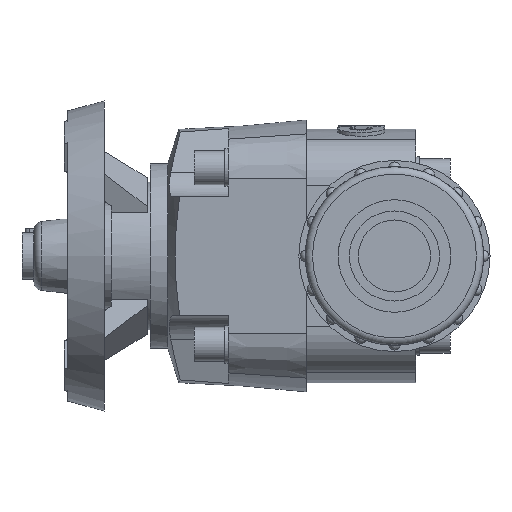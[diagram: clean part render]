
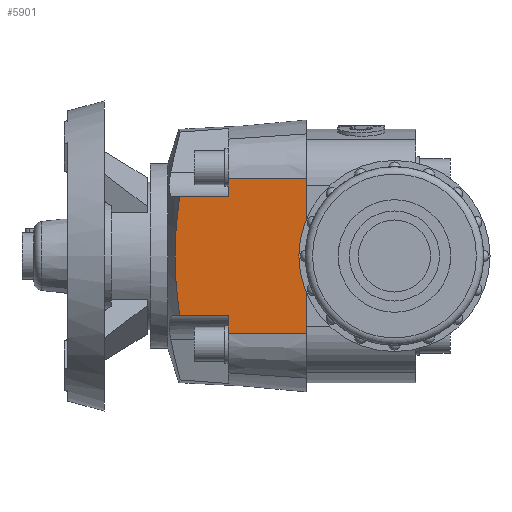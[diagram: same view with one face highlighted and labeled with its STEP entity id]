
A CAD part, left-side view. The second image highlights one B-rep face of the part: STEP entity #5901.
In plain terms, the highlighted planar face has unit normal (-0.998, 0.07, 0).
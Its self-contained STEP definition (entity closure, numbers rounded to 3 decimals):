
#96=(
BOUNDED_CURVE()
B_SPLINE_CURVE(2,(#9471,#9472,#9473),.UNSPECIFIED.,.F.,.F.)
B_SPLINE_CURVE_WITH_KNOTS((3,3),(-19.834,-15.188),
 .UNSPECIFIED.)
CURVE()
GEOMETRIC_REPRESENTATION_ITEM()
RATIONAL_B_SPLINE_CURVE((2.728,2.907,2.907))
REPRESENTATION_ITEM('')
);
#106=(
BOUNDED_CURVE()
B_SPLINE_CURVE(2,(#9576,#9577,#9578),.UNSPECIFIED.,.F.,.F.)
B_SPLINE_CURVE_WITH_KNOTS((3,3),(-15.188,-10.543),
 .UNSPECIFIED.)
CURVE()
GEOMETRIC_REPRESENTATION_ITEM()
RATIONAL_B_SPLINE_CURVE((2.907,2.907,2.728))
REPRESENTATION_ITEM('')
);
#266=PLANE('',#6609);
#575=LINE('',#11304,#926);
#589=LINE('',#11382,#940);
#594=LINE('',#11398,#945);
#595=LINE('',#11405,#946);
#600=LINE('',#11423,#951);
#602=LINE('',#11426,#953);
#610=LINE('',#11452,#961);
#926=VECTOR('',#8110,1.);
#940=VECTOR('',#8204,1.);
#945=VECTOR('',#8217,1.);
#946=VECTOR('',#8224,1.);
#951=VECTOR('',#8241,1.);
#953=VECTOR('',#8245,1.);
#961=VECTOR('',#8275,1.);
#1313=FACE_OUTER_BOUND('',#1684,.T.);
#1684=EDGE_LOOP('',(#5073,#5074,#5075,#5076,#5077,#5078,#5079,#5080,#5081));
#2298=VERTEX_POINT('',#9469);
#2299=VERTEX_POINT('',#9470);
#2314=VERTEX_POINT('',#9572);
#2689=VERTEX_POINT('',#11301);
#2690=VERTEX_POINT('',#11303);
#2711=VERTEX_POINT('',#11381);
#2715=VERTEX_POINT('',#11397);
#2717=VERTEX_POINT('',#11403);
#2718=VERTEX_POINT('',#11404);
#2892=EDGE_CURVE('',#2298,#2299,#96,.T.);
#2908=EDGE_CURVE('',#2299,#2314,#106,.T.);
#3489=EDGE_CURVE('',#2690,#2689,#575,.T.);
#3517=EDGE_CURVE('',#2711,#2298,#589,.T.);
#3524=EDGE_CURVE('',#2715,#2711,#594,.T.);
#3527=EDGE_CURVE('',#2717,#2718,#595,.T.);
#3536=EDGE_CURVE('',#2314,#2717,#600,.T.);
#3538=EDGE_CURVE('',#2690,#2718,#602,.T.);
#3550=EDGE_CURVE('',#2689,#2715,#610,.T.);
#5073=ORIENTED_EDGE('',*,*,#3517,.T.);
#5074=ORIENTED_EDGE('',*,*,#2892,.T.);
#5075=ORIENTED_EDGE('',*,*,#2908,.T.);
#5076=ORIENTED_EDGE('',*,*,#3536,.T.);
#5077=ORIENTED_EDGE('',*,*,#3527,.T.);
#5078=ORIENTED_EDGE('',*,*,#3538,.F.);
#5079=ORIENTED_EDGE('',*,*,#3489,.T.);
#5080=ORIENTED_EDGE('',*,*,#3550,.T.);
#5081=ORIENTED_EDGE('',*,*,#3524,.T.);
#5901=ADVANCED_FACE('',(#1313),#266,.T.);
#6609=AXIS2_PLACEMENT_3D('',#11453,#8276,#8277);
#8110=DIRECTION('',(0.,0.,1.));
#8204=DIRECTION('',(0.07,0.998,0.));
#8217=DIRECTION('',(0.,0.,-1.));
#8224=DIRECTION('',(0.,0.,-1.));
#8241=DIRECTION('',(-0.07,-0.998,0.));
#8245=DIRECTION('',(0.07,0.998,0.));
#8275=DIRECTION('',(0.07,0.998,0.));
#8276=DIRECTION('center_axis',(-0.998,0.07,0.));
#8277=DIRECTION('ref_axis',(0.,0.,1.));
#9469=CARTESIAN_POINT('',(-32.044,59.572,16.5));
#9470=CARTESIAN_POINT('',(-31.954,60.855,0.));
#9471=CARTESIAN_POINT('Ctrl Pts',(-32.044,59.572,16.5));
#9472=CARTESIAN_POINT('Ctrl Pts',(-31.954,60.855,7.744));
#9473=CARTESIAN_POINT('Ctrl Pts',(-31.954,60.855,0.));
#9572=CARTESIAN_POINT('',(-32.044,59.572,-16.5));
#9576=CARTESIAN_POINT('Ctrl Pts',(-31.954,60.855,0.));
#9577=CARTESIAN_POINT('Ctrl Pts',(-31.954,60.855,-7.744));
#9578=CARTESIAN_POINT('Ctrl Pts',(-32.044,59.572,-16.5));
#11301=CARTESIAN_POINT('',(-34.5,24.45,21.453));
#11303=CARTESIAN_POINT('',(-34.5,24.45,-21.453));
#11304=CARTESIAN_POINT('',(-34.5,24.45,-21.453));
#11381=CARTESIAN_POINT('',(-32.986,46.096,16.5));
#11382=CARTESIAN_POINT('',(-32.23,56.916,16.5));
#11397=CARTESIAN_POINT('',(-32.986,46.096,21.453));
#11398=CARTESIAN_POINT('',(-32.986,46.096,24.933));
#11403=CARTESIAN_POINT('',(-32.986,46.096,-16.5));
#11404=CARTESIAN_POINT('',(-32.986,46.096,-21.453));
#11405=CARTESIAN_POINT('',(-32.986,46.096,-3.48));
#11423=CARTESIAN_POINT('',(-33.736,35.376,-16.5));
#11426=CARTESIAN_POINT('',(-34.5,24.45,-21.453));
#11452=CARTESIAN_POINT('',(-34.5,24.45,21.453));
#11453=CARTESIAN_POINT('Origin',(-34.5,24.45,21.453));
